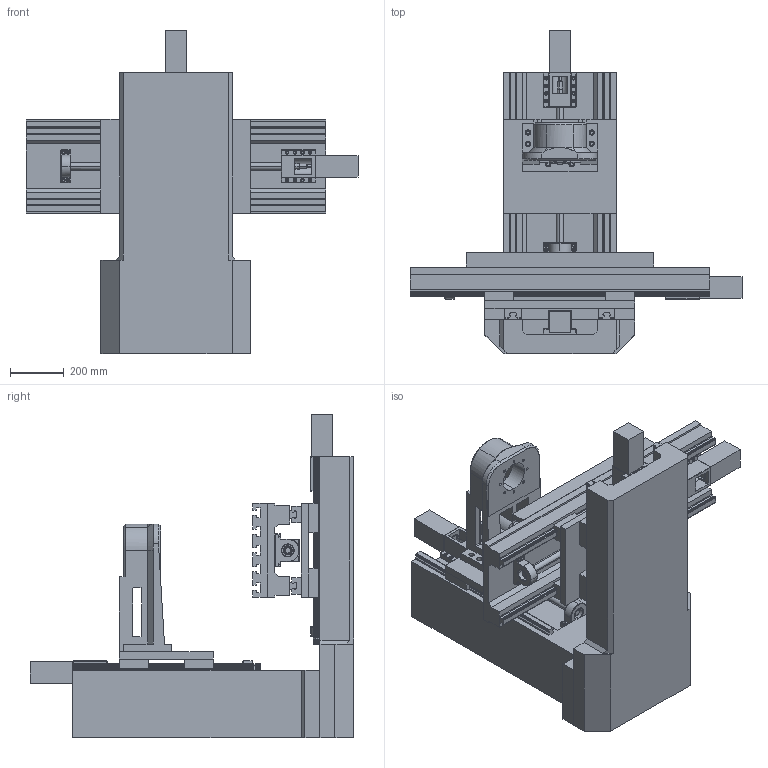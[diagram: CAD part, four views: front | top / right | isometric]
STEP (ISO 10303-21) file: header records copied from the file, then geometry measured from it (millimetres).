
FILE_DESCRIPTION(('FreeCAD Model'),'2;1');
FILE_NAME('Open CASCADE Shape Model','2025-05-08T07:58:16',('FreeCAD'),( 'FreeCAD'),'Open CASCADE STEP processor 7.6','FreeCAD','Unknown');
FILE_SCHEMA(('AUTOMOTIVE_DESIGN { 1 0 10303 214 1 1 1 1 }'));
Products named in the file (1): Open CASCADE STEP translator 7.6 1
Bounding box: 1240.88 x 1208.67 x 1208.67 mm (x, y, z)
Surface area: 8424827.6 mm2 (no closed solid volume)
Topology: 0 solids, 1939 shells, 1939 faces, 10235 edges, 10235 vertices
Faces by surface type: bspline 1939
Entity records: 92597 total; most frequent: CARTESIAN_POINT 43940, ORIENTED_EDGE 10235, EDGE_CURVE 10235, VERTEX_POINT 10235, B_SPLINE_CURVE_WITH_KNOTS 6729, FACE_BOUND 2187, EDGE_LOOP 2187, SHELL_BASED_SURFACE_MODEL 1939
